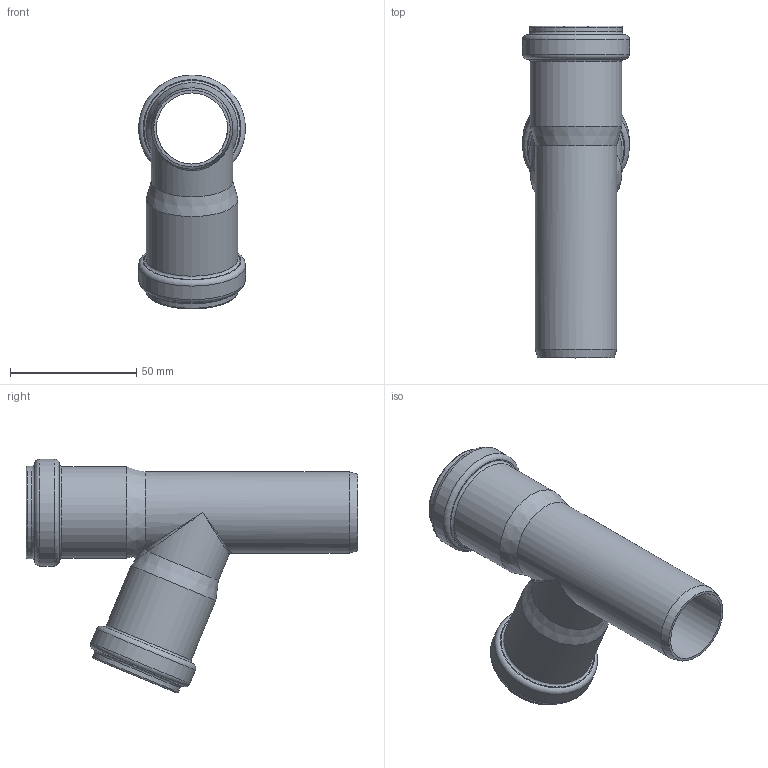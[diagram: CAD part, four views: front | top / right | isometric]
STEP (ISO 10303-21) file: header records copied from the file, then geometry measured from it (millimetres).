
FILE_DESCRIPTION(/* description */ (''),/* implementation_level */ '2;1');
FILE_NAME(/* name */ '170300 HTsafeEA DN_OD 32_32_67°.stp',/* time_stamp */ '2017-03-13T08:50:42+01:00',/* author */ ('user1'),/* organization */ (''),/* preprocessor_version */ 'ST-DEVELOPER v16.1',/* originating_system */ 'Autodesk Inventor 2016',/* authorisation */ '');
FILE_SCHEMA (('AUTOMOTIVE_DESIGN { 1 0 10303 214 3 1 1 }'));
Length unit declared in the file: millimetre
Products named in the file (1): 170300 HTsafeEA DN_OD 32_32_67°
Bounding box: 42.4 x 131.5 x 92.72 mm (x, y, z)
Volume: 37166.1 mm3; surface area: 39332.4 mm2
Topology: 1 solids, 1 shells, 61 faces, 131 edges, 69 vertices
Faces by surface type: torus 20, cylinder 19, cone 13, plane 5, bspline 4
Full cylindrical faces by diameter (mm): 28.2 x2, 32.2 x1, 32.7 x2, 33 x4, 36.3 x2, 36.6 x2, 38.8 x2, 42.4 x2
Entity records: 1548 total; most frequent: CARTESIAN_POINT 459, DIRECTION 240, ORIENTED_EDGE 142, AXIS2_PLACEMENT_3D 120, EDGE_LOOP 116, EDGE_CURVE 71, VERTEX_POINT 65, FACE_OUTER_BOUND 60
